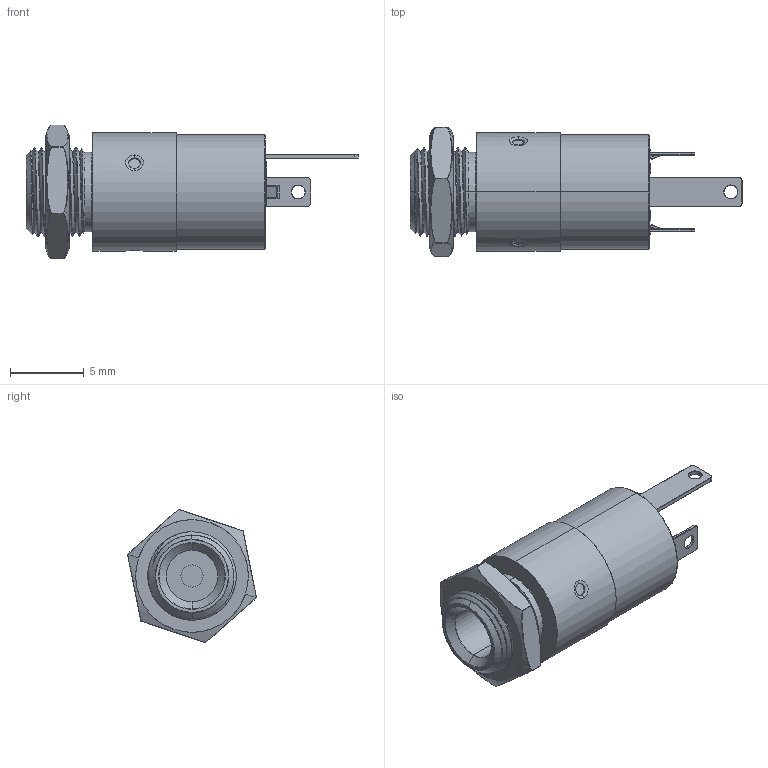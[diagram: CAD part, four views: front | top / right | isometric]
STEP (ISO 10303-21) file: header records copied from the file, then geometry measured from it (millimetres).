
FILE_DESCRIPTION (( 'STEP AP214' ), '1' );
FILE_NAME ('3.5_Jack.STEP', '2022-11-23T07:20:57', ( '' ), ( '' ), 'SwSTEP 2.0', 'SolidWorks 2016', '' );
FILE_SCHEMA (( 'AUTOMOTIVE_DESIGN' ));
Length unit declared in the file: millimetre
Products named in the file (5): nut___; mid plastic; 3.5_Jack; front metal; pin
Assembly tree (4 placements, depth 2):
  3.5_Jack
    front metal
    mid plastic
    pin
    nut___
Bounding box: 22.5 x 8.75 x 9.05 mm (x, y, z)
Volume: 587.9 mm3; surface area: 1090.7 mm2
Topology: 6 solids, 6 shells, 363 faces, 861 edges, 522 vertices
Faces by surface type: plane 169, cylinder 67, bspline 59, cone 34, torus 22, sphere 12
Entity records: 16397 total; most frequent: CARTESIAN_POINT 8342, ORIENTED_EDGE 1722, DIRECTION 1479, EDGE_CURVE 861, VERTEX_POINT 522, AXIS2_PLACEMENT_3D 497, VECTOR 485, LINE 485
